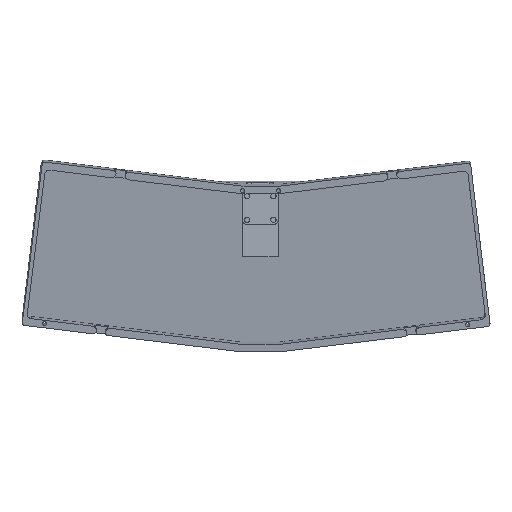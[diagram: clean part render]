
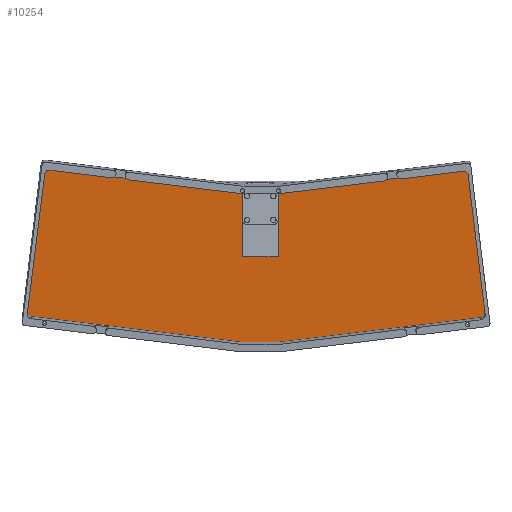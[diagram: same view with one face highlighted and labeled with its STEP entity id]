
A CAD part, top view. The second image highlights one B-rep face of the part: STEP entity #10254.
In plain terms, the highlighted face is planar.
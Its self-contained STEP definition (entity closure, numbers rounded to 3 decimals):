
#90=CIRCLE('',#10742,2.5);
#91=CIRCLE('',#10743,2.5);
#92=CIRCLE('',#10744,2.5);
#93=CIRCLE('',#10745,2.5);
#1364=FACE_OUTER_BOUND('',#1945,.T.);
#1945=EDGE_LOOP('',(#8929,#8930,#8931,#8932,#8933,#8934,#8935,#8936,#8937,
#8938,#8939,#8940,#8941,#8942,#8943,#8944,#8945,#8946));
#2775=LINE('',#18003,#3664);
#2777=LINE('',#18007,#3666);
#2778=LINE('',#18010,#3667);
#2785=LINE('',#18036,#3674);
#2786=LINE('',#18038,#3675);
#2787=LINE('',#18040,#3676);
#2788=LINE('',#18044,#3677);
#2789=LINE('',#18048,#3678);
#2790=LINE('',#18050,#3679);
#2791=LINE('',#18052,#3680);
#2792=LINE('',#18056,#3681);
#2793=LINE('',#18060,#3682);
#2794=LINE('',#18062,#3683);
#2795=LINE('',#18063,#3684);
#3664=VECTOR('',#12273,10.);
#3666=VECTOR('',#12277,10.);
#3667=VECTOR('',#12280,10.);
#3674=VECTOR('',#12315,10.);
#3675=VECTOR('',#12316,10.);
#3676=VECTOR('',#12317,10.);
#3677=VECTOR('',#12320,10.);
#3678=VECTOR('',#12323,10.);
#3679=VECTOR('',#12324,10.);
#3680=VECTOR('',#12325,10.);
#3681=VECTOR('',#12328,10.);
#3682=VECTOR('',#12331,10.);
#3683=VECTOR('',#12332,10.);
#3684=VECTOR('',#12333,10.);
#4791=VERTEX_POINT('',#17999);
#4792=VERTEX_POINT('',#18001);
#4793=VERTEX_POINT('',#18005);
#4794=VERTEX_POINT('',#18009);
#4799=VERTEX_POINT('',#18035);
#4800=VERTEX_POINT('',#18037);
#4801=VERTEX_POINT('',#18039);
#4802=VERTEX_POINT('',#18041);
#4803=VERTEX_POINT('',#18043);
#4804=VERTEX_POINT('',#18045);
#4805=VERTEX_POINT('',#18047);
#4806=VERTEX_POINT('',#18049);
#4807=VERTEX_POINT('',#18051);
#4808=VERTEX_POINT('',#18053);
#4809=VERTEX_POINT('',#18055);
#4810=VERTEX_POINT('',#18057);
#4811=VERTEX_POINT('',#18059);
#4812=VERTEX_POINT('',#18061);
#6201=EDGE_CURVE('',#4791,#4792,#2775,.T.);
#6203=EDGE_CURVE('',#4792,#4793,#2777,.T.);
#6204=EDGE_CURVE('',#4793,#4794,#2778,.T.);
#6215=EDGE_CURVE('',#4799,#4794,#2785,.T.);
#6216=EDGE_CURVE('',#4800,#4799,#2786,.T.);
#6217=EDGE_CURVE('',#4801,#4800,#2787,.T.);
#6218=EDGE_CURVE('',#4802,#4801,#90,.T.);
#6219=EDGE_CURVE('',#4803,#4802,#2788,.T.);
#6220=EDGE_CURVE('',#4804,#4803,#91,.T.);
#6221=EDGE_CURVE('',#4805,#4804,#2789,.T.);
#6222=EDGE_CURVE('',#4806,#4805,#2790,.T.);
#6223=EDGE_CURVE('',#4807,#4806,#2791,.T.);
#6224=EDGE_CURVE('',#4808,#4807,#92,.T.);
#6225=EDGE_CURVE('',#4809,#4808,#2792,.T.);
#6226=EDGE_CURVE('',#4810,#4809,#93,.T.);
#6227=EDGE_CURVE('',#4811,#4810,#2793,.T.);
#6228=EDGE_CURVE('',#4812,#4811,#2794,.T.);
#6229=EDGE_CURVE('',#4791,#4812,#2795,.T.);
#8929=ORIENTED_EDGE('',*,*,#6204,.T.);
#8930=ORIENTED_EDGE('',*,*,#6215,.F.);
#8931=ORIENTED_EDGE('',*,*,#6216,.F.);
#8932=ORIENTED_EDGE('',*,*,#6217,.F.);
#8933=ORIENTED_EDGE('',*,*,#6218,.F.);
#8934=ORIENTED_EDGE('',*,*,#6219,.F.);
#8935=ORIENTED_EDGE('',*,*,#6220,.F.);
#8936=ORIENTED_EDGE('',*,*,#6221,.F.);
#8937=ORIENTED_EDGE('',*,*,#6222,.F.);
#8938=ORIENTED_EDGE('',*,*,#6223,.F.);
#8939=ORIENTED_EDGE('',*,*,#6224,.F.);
#8940=ORIENTED_EDGE('',*,*,#6225,.F.);
#8941=ORIENTED_EDGE('',*,*,#6226,.F.);
#8942=ORIENTED_EDGE('',*,*,#6227,.F.);
#8943=ORIENTED_EDGE('',*,*,#6228,.F.);
#8944=ORIENTED_EDGE('',*,*,#6229,.F.);
#8945=ORIENTED_EDGE('',*,*,#6201,.T.);
#8946=ORIENTED_EDGE('',*,*,#6203,.T.);
#9783=PLANE('',#10741);
#10254=ADVANCED_FACE('',(#1364),#9783,.F.);
#10741=AXIS2_PLACEMENT_3D('',#18034,#12313,#12314);
#10742=AXIS2_PLACEMENT_3D('',#18042,#12318,#12319);
#10743=AXIS2_PLACEMENT_3D('',#18046,#12321,#12322);
#10744=AXIS2_PLACEMENT_3D('',#18054,#12326,#12327);
#10745=AXIS2_PLACEMENT_3D('',#18058,#12329,#12330);
#12273=DIRECTION('',(0.,-1.,0.001));
#12277=DIRECTION('',(-1.,0.,-0.018));
#12280=DIRECTION('',(0.,1.,-0.001));
#12313=DIRECTION('center_axis',(0.018,-0.001,
-1.));
#12314=DIRECTION('ref_axis',(-0.122,-0.993,-0.001));
#12315=DIRECTION('',(1.,0.,0.018));
#12316=DIRECTION('',(0.,1.,-0.001));
#12317=DIRECTION('',(0.992,-0.122,0.018));
#12318=DIRECTION('center_axis',(0.018,-0.001,
-1.));
#12319=DIRECTION('ref_axis',(0.122,0.993,0.001));
#12320=DIRECTION('',(0.122,0.993,0.001));
#12321=DIRECTION('center_axis',(0.018,-0.001,
-1.));
#12322=DIRECTION('ref_axis',(-0.992,0.122,-0.018));
#12323=DIRECTION('',(-0.992,0.122,-0.018));
#12324=DIRECTION('',(-1.,0.,-0.018));
#12325=DIRECTION('',(-0.992,-0.122,-0.017));
#12326=DIRECTION('center_axis',(0.018,-0.001,
-1.));
#12327=DIRECTION('ref_axis',(0.122,-0.993,0.003));
#12328=DIRECTION('',(0.122,-0.993,0.003));
#12329=DIRECTION('center_axis',(0.018,-0.001,
-1.));
#12330=DIRECTION('ref_axis',(0.992,0.122,0.017));
#12331=DIRECTION('',(0.992,0.122,0.017));
#12332=DIRECTION('',(0.,-1.,0.001));
#12333=DIRECTION('',(1.,0.,0.018));
#17999=CARTESIAN_POINT('',(10.112,26.847,-9.648));
#18001=CARTESIAN_POINT('',(10.112,-7.984,-9.604));
#18003=CARTESIAN_POINT('',(10.112,26.616,-9.648));
#18005=CARTESIAN_POINT('',(-8.985,-7.985,-9.939));
#18007=CARTESIAN_POINT('',(-9.195,-7.985,-9.942));
#18009=CARTESIAN_POINT('',(-8.985,26.847,-9.983));
#18010=CARTESIAN_POINT('',(-8.985,26.843,-9.983));
#18034=CARTESIAN_POINT('Origin',(-9.404,26.84,-9.991));
#18035=CARTESIAN_POINT('',(-9.404,26.847,-9.991));
#18036=CARTESIAN_POINT('',(10.593,26.847,-9.64));
#18037=CARTESIAN_POINT('',(-9.404,26.84,-9.991));
#18038=CARTESIAN_POINT('',(-9.404,21.847,-9.984));
#18039=CARTESIAN_POINT('',(-111.57,39.384,-11.798));
#18040=CARTESIAN_POINT('',(-9.404,26.84,-9.991));
#18041=CARTESIAN_POINT('',(-114.356,37.207,-11.844));
#18042=CARTESIAN_POINT('Origin',(-111.875,36.903,-11.8));
#18043=CARTESIAN_POINT('',(-123.513,-37.383,-11.909));
#18044=CARTESIAN_POINT('',(-123.636,-38.385,-11.91));
#18045=CARTESIAN_POINT('',(-121.337,-40.169,-11.867));
#18046=CARTESIAN_POINT('Origin',(-121.032,-37.687,-11.865));
#18047=CARTESIAN_POINT('',(-9.466,-53.905,-9.889));
#18048=CARTESIAN_POINT('',(-19.171,-52.713,-10.06));
#18049=CARTESIAN_POINT('',(10.592,-53.904,-9.537));
#18050=CARTESIAN_POINT('',(4.442,-53.905,-9.645));
#18051=CARTESIAN_POINT('',(117.92,-40.722,-7.672));
#18052=CARTESIAN_POINT('',(20.298,-52.712,-9.368));
#18053=CARTESIAN_POINT('',(120.096,-37.936,-7.638));
#18054=CARTESIAN_POINT('Origin',(117.615,-38.241,-7.681));
#18055=CARTESIAN_POINT('',(110.939,36.653,-7.894));
#18056=CARTESIAN_POINT('',(110.787,37.894,-7.898));
#18057=CARTESIAN_POINT('',(108.153,38.83,-7.945));
#18058=CARTESIAN_POINT('Origin',(108.458,36.349,-7.937));
#18059=CARTESIAN_POINT('',(10.532,26.84,-9.641));
#18060=CARTESIAN_POINT('',(71.068,34.275,-8.589));
#18061=CARTESIAN_POINT('',(10.532,26.847,-9.641));
#18062=CARTESIAN_POINT('',(10.531,21.847,-9.635));
#18063=CARTESIAN_POINT('',(10.593,26.847,-9.64));
